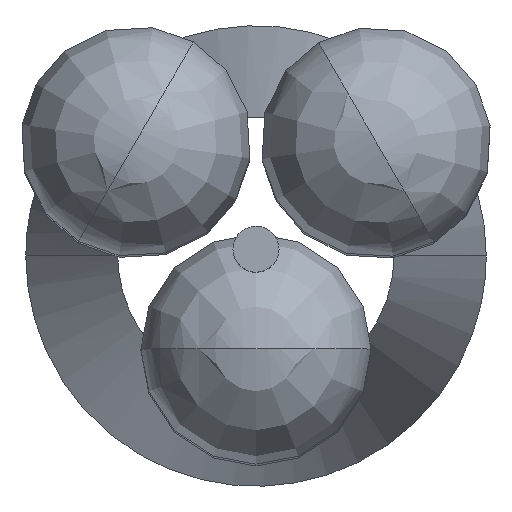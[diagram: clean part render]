
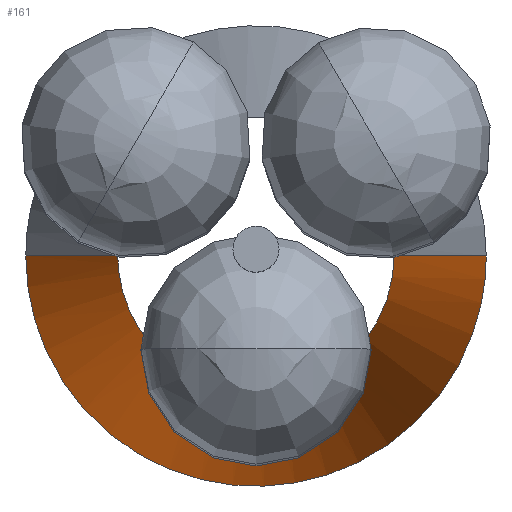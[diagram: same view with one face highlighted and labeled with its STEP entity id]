
A CAD part, top view. The second image highlights one B-rep face of the part: STEP entity #161.
In plain terms, the highlighted free-form (B-spline) face has degree [2, 1] with [5, 2] control points.
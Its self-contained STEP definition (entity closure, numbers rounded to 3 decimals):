
#28=B_SPLINE_CURVE_WITH_KNOTS('',1,(#910,#911),.UNSPECIFIED.,.F.,.F.,(2,
2),(0.,628.316),.UNSPECIFIED.);
#161=ADVANCED_FACE('',(#183),#362,.T.);
#183=FACE_OUTER_BOUND('',#205,.T.);
#205=EDGE_LOOP('',(#258,#259,#260,#261));
#258=ORIENTED_EDGE('',*,*,#290,.T.);
#259=ORIENTED_EDGE('',*,*,#287,.T.);
#260=ORIENTED_EDGE('',*,*,#288,.T.);
#261=ORIENTED_EDGE('',*,*,#289,.F.);
#287=EDGE_CURVE('',#341,#342,#28,.T.);
#288=EDGE_CURVE('',#342,#344,#317,.T.);
#289=EDGE_CURVE('',#343,#344,#318,.T.);
#290=EDGE_CURVE('',#343,#341,#319,.T.);
#317=(
BOUNDED_CURVE()
B_SPLINE_CURVE(2,(#912,#913,#914,#915,#916),.UNSPECIFIED.,.F.,.F.)
B_SPLINE_CURVE_WITH_KNOTS((3,2,3),(-155.241,-116.431,-77.62),
 .UNSPECIFIED.)
CURVE()
GEOMETRIC_REPRESENTATION_ITEM()
RATIONAL_B_SPLINE_CURVE((1.,0.707,1.,0.707,1.))
REPRESENTATION_ITEM('')
);
#318=(
BOUNDED_CURVE()
B_SPLINE_CURVE(1,(#917,#918),.UNSPECIFIED.,.F.,.F.)
B_SPLINE_CURVE_WITH_KNOTS((2,2),(0.,628.316),.UNSPECIFIED.)
CURVE()
GEOMETRIC_REPRESENTATION_ITEM()
RATIONAL_B_SPLINE_CURVE((1.,1.))
REPRESENTATION_ITEM('')
);
#319=(
BOUNDED_CURVE()
B_SPLINE_CURVE(2,(#919,#920,#921,#922,#923),.UNSPECIFIED.,.F.,.F.)
B_SPLINE_CURVE_WITH_KNOTS((3,2,3),(77.62,116.431,155.241),
 .UNSPECIFIED.)
CURVE()
GEOMETRIC_REPRESENTATION_ITEM()
RATIONAL_B_SPLINE_CURVE((1.,0.707,1.,0.707,1.))
REPRESENTATION_ITEM('')
);
#341=VERTEX_POINT('',#901);
#342=VERTEX_POINT('',#902);
#343=VERTEX_POINT('',#903);
#344=VERTEX_POINT('',#904);
#362=(
BOUNDED_SURFACE()
B_SPLINE_SURFACE(2,1,((#891,#892),(#893,#894),(#895,#896),(#897,#898),(#899,
#900)),.UNSPECIFIED.,.F.,.F.,.F.)
B_SPLINE_SURFACE_WITH_KNOTS((3,2,3),(2,2),(77.62,116.431,
155.241),(0.,628.316),.UNSPECIFIED.)
GEOMETRIC_REPRESENTATION_ITEM()
RATIONAL_B_SPLINE_SURFACE(((1.,1.),(0.707,0.707),
(1.,1.),(0.707,0.707),(1.,1.)))
REPRESENTATION_ITEM('')
SURFACE()
);
#891=CARTESIAN_POINT('',(-2473.687,0.,228.872));
#892=CARTESIAN_POINT('',(-2433.691,0.,28.872));
#893=CARTESIAN_POINT('',(-2473.687,-60.004,228.872));
#894=CARTESIAN_POINT('',(-2433.691,-100.,28.872));
#895=CARTESIAN_POINT('',(-2533.691,-60.004,228.872));
#896=CARTESIAN_POINT('',(-2533.691,-100.,28.872));
#897=CARTESIAN_POINT('',(-2593.694,-60.004,228.872));
#898=CARTESIAN_POINT('',(-2633.69,-100.,28.872));
#899=CARTESIAN_POINT('',(-2593.694,0.,228.872));
#900=CARTESIAN_POINT('',(-2633.69,0.,28.872));
#901=CARTESIAN_POINT('',(-2593.694,0.,228.872));
#902=CARTESIAN_POINT('',(-2633.69,0.,28.872));
#903=CARTESIAN_POINT('',(-2473.687,0.,228.872));
#904=CARTESIAN_POINT('',(-2433.691,0.,28.872));
#910=CARTESIAN_POINT('',(-2593.694,0.,228.872));
#911=CARTESIAN_POINT('',(-2633.69,0.,28.872));
#912=CARTESIAN_POINT('',(-2633.69,0.,28.872));
#913=CARTESIAN_POINT('',(-2633.69,-100.,28.872));
#914=CARTESIAN_POINT('',(-2533.691,-100.,28.872));
#915=CARTESIAN_POINT('',(-2433.691,-100.,28.872));
#916=CARTESIAN_POINT('',(-2433.691,0.,28.872));
#917=CARTESIAN_POINT('',(-2473.687,0.,228.872));
#918=CARTESIAN_POINT('',(-2433.691,0.,28.872));
#919=CARTESIAN_POINT('',(-2473.687,0.,228.872));
#920=CARTESIAN_POINT('',(-2473.687,-60.004,228.872));
#921=CARTESIAN_POINT('',(-2533.691,-60.004,228.872));
#922=CARTESIAN_POINT('',(-2593.694,-60.004,228.872));
#923=CARTESIAN_POINT('',(-2593.694,0.,228.872));
